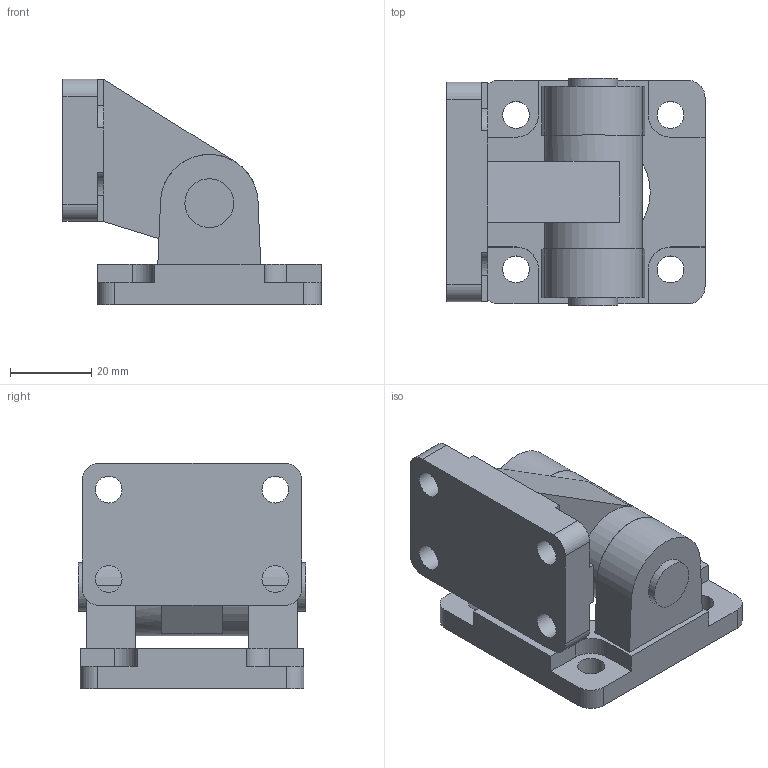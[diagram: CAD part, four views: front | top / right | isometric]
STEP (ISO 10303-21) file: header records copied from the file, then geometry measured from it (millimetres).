
FILE_DESCRIPTION(/* description */ ('Cerniera post. Femmina - VDMA - d.40'),/* implementation_level */ '2;1');
FILE_NAME(/* name */ '1393_40_35F.stp',/* time_stamp */ '2016-06-06T14:31:18+02:00',/* author */ ('Maniean1'),/* organization */ (''),/* preprocessor_version */ 'ST-DEVELOPER v15.2',/* originating_system */ 'Autodesk Inventor 2014',/* authorisation */ '');
FILE_SCHEMA (('AUTOMOTIVE_DESIGN { 1 0 10303 214 3 1 1 }'));
Length unit declared in the file: millimetre
Products named in the file (3): 1393_40_09F; 1393_40_35F(B); 1393_40_35F
Bounding box: 63.5 x 56 x 55.5 mm (x, y, z)
Volume: 71031.4 mm3; surface area: 23139.3 mm2
Topology: 2 solids, 2 shells, 87 faces, 238 edges, 158 vertices
Faces by surface type: plane 54, cylinder 33
Full cylindrical faces by diameter (mm): 6.6 x8, 12 x4, 24 x1, 28 x1, 35 x1
Entity records: 2825 total; most frequent: DIRECTION 468, CARTESIAN_POINT 458, ORIENTED_EDGE 430, EDGE_CURVE 215, AXIS2_PLACEMENT_3D 161, VERTEX_POINT 151, LINE 146, VECTOR 146
